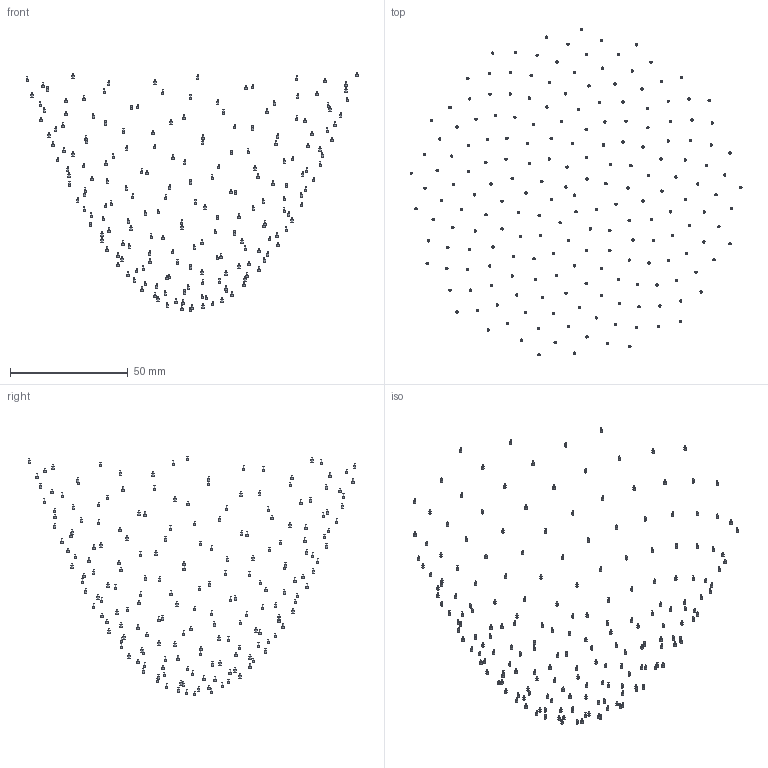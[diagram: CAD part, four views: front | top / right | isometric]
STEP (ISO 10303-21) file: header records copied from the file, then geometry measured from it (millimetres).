
FILE_DESCRIPTION(('Open CASCADE Model'),'2;1');
FILE_NAME('Open CASCADE Shape Model','2024-05-28T23:30:59',('Author'),( 'Open CASCADE'),'Open CASCADE STEP processor 7.7','Open CASCADE 7.7' ,'Unknown');
FILE_SCHEMA(('AUTOMOTIVE_DESIGN { 1 0 10303 214 1 1 1 1 }'));
Length unit declared in the file: millimetre
Products named in the file (201): Open CASCADE STEP translator 7.7 17; Open CASCADE STEP translator 7.7 17.1; Open CASCADE STEP translator 7.7 17.2; Open CASCADE STEP translator 7.7 17.3; Open CASCADE STEP translator 7.7 17.4; Open CASCADE STEP translator 7.7 17.5; Open CASCADE STEP translator 7.7 17.6; Open CASCADE STEP translator 7.7 17.7; Open CASCADE STEP translator 7.7 17.8; Open CASCADE STEP translator 7.7 17.9; Open CASCADE STEP translator 7.7 17.10; Open CASCADE STEP translator 7.7 17.11; Open CASCADE STEP translator 7.7 17.12; Open CASCADE STEP translator 7.7 17.13; Open CASCADE STEP translator 7.7 17.14; Open CASCADE STEP translator 7.7 17.15; Open CASCADE STEP translator 7.7 17.16; Open CASCADE STEP translator 7.7 17.17; Open CASCADE STEP translator 7.7 17.18; Open CASCADE STEP translator 7.7 17.19; Open CASCADE STEP translator 7.7 17.20; Open CASCADE STEP translator 7.7 17.21; Open CASCADE STEP translator 7.7 17.22; Open CASCADE STEP translator 7.7 17.23; Open CASCADE STEP translator 7.7 17.24; Open CASCADE STEP translator 7.7 17.25; Open CASCADE STEP translator 7.7 17.26; Open CASCADE STEP translator 7.7 17.27; Open CASCADE STEP translator 7.7 17.28; Open CASCADE STEP translator 7.7 17.29; Open CASCADE STEP translator 7.7 17.30; Open CASCADE STEP translator 7.7 17.31; Open CASCADE STEP translator 7.7 17.32; Open CASCADE STEP translator 7.7 17.33; Open CASCADE STEP translator 7.7 17.34; Open CASCADE STEP translator 7.7 17.35; Open CASCADE STEP translator 7.7 17.36; Open CASCADE STEP translator 7.7 17.37; Open CASCADE STEP translator 7.7 17.38; Open CASCADE STEP translator 7.7 17.39 ...
Assembly tree (200 placements, depth 2):
  Open CASCADE STEP translator 7.7 17
    Open CASCADE STEP translator 7.7 17.1
    Open CASCADE STEP translator 7.7 17.2
    Open CASCADE STEP translator 7.7 17.3
    Open CASCADE STEP translator 7.7 17.4
    Open CASCADE STEP translator 7.7 17.5
    Open CASCADE STEP translator 7.7 17.6
    Open CASCADE STEP translator 7.7 17.7
    Open CASCADE STEP translator 7.7 17.8
    Open CASCADE STEP translator 7.7 17.9
    Open CASCADE STEP translator 7.7 17.10
    Open CASCADE STEP translator 7.7 17.11
    Open CASCADE STEP translator 7.7 17.12
    Open CASCADE STEP translator 7.7 17.13
    Open CASCADE STEP translator 7.7 17.14
    Open CASCADE STEP translator 7.7 17.15
    Open CASCADE STEP translator 7.7 17.16
    Open CASCADE STEP translator 7.7 17.17
    Open CASCADE STEP translator 7.7 17.18
    Open CASCADE STEP translator 7.7 17.19
    Open CASCADE STEP translator 7.7 17.20
    Open CASCADE STEP translator 7.7 17.21
    Open CASCADE STEP translator 7.7 17.22
    Open CASCADE STEP translator 7.7 17.23
    Open CASCADE STEP translator 7.7 17.24
    Open CASCADE STEP translator 7.7 17.25
    Open CASCADE STEP translator 7.7 17.26
    Open CASCADE STEP translator 7.7 17.27
    Open CASCADE STEP translator 7.7 17.28
    Open CASCADE STEP translator 7.7 17.29
    Open CASCADE STEP translator 7.7 17.30
    Open CASCADE STEP translator 7.7 17.31
    Open CASCADE STEP translator 7.7 17.32
    Open CASCADE STEP translator 7.7 17.33
    Open CASCADE STEP translator 7.7 17.34
    Open CASCADE STEP translator 7.7 17.35
    Open CASCADE STEP translator 7.7 17.36
    Open CASCADE STEP translator 7.7 17.37
    Open CASCADE STEP translator 7.7 17.38
    Open CASCADE STEP translator 7.7 17.39
    Open CASCADE STEP translator 7.7 17.40
    Open CASCADE STEP translator 7.7 17.41
    Open CASCADE STEP translator 7.7 17.42
    Open CASCADE STEP translator 7.7 17.43
    Open CASCADE STEP translator 7.7 17.44
    Open CASCADE STEP translator 7.7 17.45
    Open CASCADE STEP translator 7.7 17.46
    Open CASCADE STEP translator 7.7 17.47
    Open CASCADE STEP translator 7.7 17.48
    Open CASCADE STEP translator 7.7 17.49
    Open CASCADE STEP translator 7.7 17.50
    Open CASCADE STEP translator 7.7 17.51
    Open CASCADE STEP translator 7.7 17.52
    Open CASCADE STEP translator 7.7 17.53
    Open CASCADE STEP translator 7.7 17.54
    Open CASCADE STEP translator 7.7 17.55
    Open CASCADE STEP translator 7.7 17.56
    Open CASCADE STEP translator 7.7 17.57
    Open CASCADE STEP translator 7.7 17.58
    Open CASCADE STEP translator 7.7 17.59
Bounding box: 140.69 x 138.93 x 101.5 mm (x, y, z)
Volume: 196.3 mm3; surface area: 1256.6 mm2
Topology: 200 solids, 200 shells, 1000 faces, 1200 edges, 800 vertices
Faces by surface type: plane 600, cylinder 400
Full cylindrical faces by diameter (mm): 0.5 x200, 1 x200
Entity records: 39416 total; most frequent: CARTESIAN_POINT 6801, DIRECTION 6602, ORIENTED_EDGE 2400, PCURVE 2400, DEFINITIONAL_REPRESENTATION 2400, AXIS2_PLACEMENT_3D 2001, LINE 2000, VECTOR 2000
